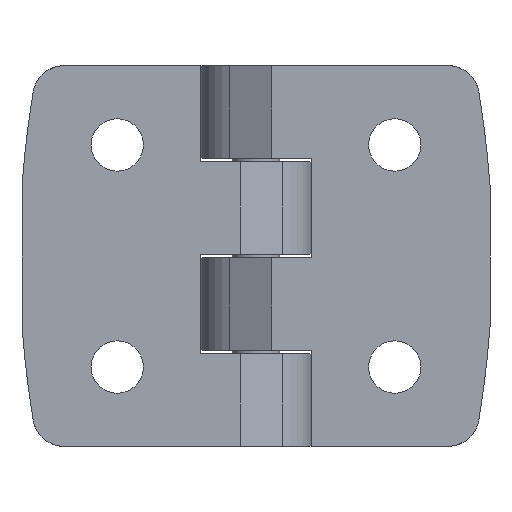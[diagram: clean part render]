
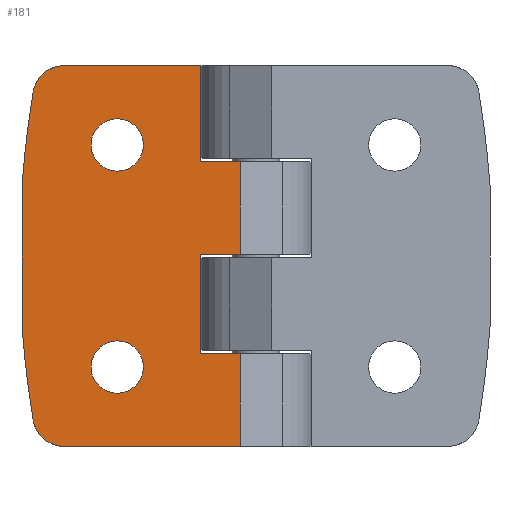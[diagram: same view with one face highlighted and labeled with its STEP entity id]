
A CAD part, front view. The second image highlights one B-rep face of the part: STEP entity #181.
In plain terms, the highlighted planar face has unit normal (0, -1, 0).
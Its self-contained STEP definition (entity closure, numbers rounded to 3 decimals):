
#181 = ADVANCED_FACE( '', ( #382, #383, #384 ), #385, .F. );
#382 = FACE_BOUND( '', #579, .T. );
#383 = FACE_BOUND( '', #580, .T. );
#384 = FACE_OUTER_BOUND( '', #581, .T. );
#385 = PLANE( '', #582 );
#579 = EDGE_LOOP( '', ( #1046 ) );
#580 = EDGE_LOOP( '', ( #1047 ) );
#581 = EDGE_LOOP( '', ( #1048, #1049, #1050, #1051, #1052, #1053, #1054, #1055, #1056, #1057, #1058, #1059, #1060, #1061 ) );
#582 = AXIS2_PLACEMENT_3D( '', #1062, #1063, #1064 );
#1046 = ORIENTED_EDGE( '', *, *, #1224, .T. );
#1047 = ORIENTED_EDGE( '', *, *, #1275, .T. );
#1048 = ORIENTED_EDGE( '', *, *, #1145, .F. );
#1049 = ORIENTED_EDGE( '', *, *, #1254, .F. );
#1050 = ORIENTED_EDGE( '', *, *, #1241, .T. );
#1051 = ORIENTED_EDGE( '', *, *, #1175, .F. );
#1052 = ORIENTED_EDGE( '', *, *, #1239, .F. );
#1053 = ORIENTED_EDGE( '', *, *, #1264, .T. );
#1054 = ORIENTED_EDGE( '', *, *, #1233, .F. );
#1055 = ORIENTED_EDGE( '', *, *, #1272, .F. );
#1056 = ORIENTED_EDGE( '', *, *, #1259, .F. );
#1057 = ORIENTED_EDGE( '', *, *, #1158, .T. );
#1058 = ORIENTED_EDGE( '', *, *, #1277, .F. );
#1059 = ORIENTED_EDGE( '', *, *, #1151, .F. );
#1060 = ORIENTED_EDGE( '', *, *, #1135, .F. );
#1061 = ORIENTED_EDGE( '', *, *, #1194, .F. );
#1062 = CARTESIAN_POINT( '', ( -29.5, -9., 24. ) );
#1063 = DIRECTION( '', ( 0., 1., 0. ) );
#1064 = DIRECTION( '', ( 0., 0., 1. ) );
#1135 = EDGE_CURVE( '', #1361, #1363, #1364, .T. );
#1145 = EDGE_CURVE( '', #1379, #1381, #1382, .T. );
#1151 = EDGE_CURVE( '', #1363, #1390, #1391, .T. );
#1158 = EDGE_CURVE( '', #1403, #1401, #1404, .T. );
#1175 = EDGE_CURVE( '', #1428, #1430, #1431, .T. );
#1194 = EDGE_CURVE( '', #1381, #1361, #1459, .T. );
#1224 = EDGE_CURVE( '', #1499, #1499, #1500, .T. );
#1233 = EDGE_CURVE( '', #1508, #1511, #1512, .T. );
#1239 = EDGE_CURVE( '', #1519, #1428, #1521, .T. );
#1241 = EDGE_CURVE( '', #1523, #1430, #1524, .T. );
#1254 = EDGE_CURVE( '', #1523, #1379, #1540, .T. );
#1259 = EDGE_CURVE( '', #1403, #1546, #1547, .T. );
#1264 = EDGE_CURVE( '', #1519, #1511, #1552, .T. );
#1272 = EDGE_CURVE( '', #1546, #1508, #1562, .T. );
#1275 = EDGE_CURVE( '', #1565, #1565, #1566, .T. );
#1277 = EDGE_CURVE( '', #1390, #1401, #1568, .T. );
#1361 = VERTEX_POINT( '', #1680 );
#1363 = VERTEX_POINT( '', #1683 );
#1364 = LINE( '', #1684, #1685 );
#1379 = VERTEX_POINT( '', #1718 );
#1381 = VERTEX_POINT( '', #1721 );
#1382 = CIRCLE( '', #1722, 4. );
#1390 = VERTEX_POINT( '', #1732 );
#1391 = LINE( '', #1733, #1734 );
#1401 = VERTEX_POINT( '', #1745 );
#1403 = VERTEX_POINT( '', #1748 );
#1404 = LINE( '', #1749, #1750 );
#1428 = VERTEX_POINT( '', #1866 );
#1430 = VERTEX_POINT( '', #1869 );
#1431 = CIRCLE( '', #1870, 125.64 );
#1459 = LINE( '', #1993, #1994 );
#1499 = VERTEX_POINT( '', #2246 );
#1500 = CIRCLE( '', #2247, 3.3 );
#1508 = VERTEX_POINT( '', #2257 );
#1511 = VERTEX_POINT( '', #2261 );
#1512 = LINE( '', #2262, #2263 );
#1519 = VERTEX_POINT( '', #2289 );
#1521 = CIRCLE( '', #2292, 4. );
#1523 = VERTEX_POINT( '', #2294 );
#1524 = LINE( '', #2295, #2296 );
#1540 = CIRCLE( '', #2319, 125.64 );
#1546 = VERTEX_POINT( '', #2325 );
#1547 = LINE( '', #2326, #2327 );
#1552 = LINE( '', #2333, #2334 );
#1562 = LINE( '', #2346, #2347 );
#1565 = VERTEX_POINT( '', #2350 );
#1566 = CIRCLE( '', #2351, 3.3 );
#1568 = LINE( '', #2353, #2354 );
#1680 = CARTESIAN_POINT( '', ( -7., -9., 24. ) );
#1683 = CARTESIAN_POINT( '', ( -7., -9., 11.9 ) );
#1684 = CARTESIAN_POINT( '', ( -7., -9., 24.4 ) );
#1685 = VECTOR( '', #2419, 1000. );
#1718 = CARTESIAN_POINT( '', ( -28.104, -9., 20.658 ) );
#1721 = CARTESIAN_POINT( '', ( -24.158, -9., 24. ) );
#1722 = AXIS2_PLACEMENT_3D( '', #2430, #2431, #2432 );
#1732 = CARTESIAN_POINT( '', ( -2., -9., 11.9 ) );
#1733 = CARTESIAN_POINT( '', ( -7., -9., 11.9 ) );
#1734 = VECTOR( '', #2441, 1000. );
#1745 = CARTESIAN_POINT( '', ( -2., -9., 0.2 ) );
#1748 = CARTESIAN_POINT( '', ( -7., -9., 0.2 ) );
#1749 = CARTESIAN_POINT( '', ( -7., -9., 0.2 ) );
#1750 = VECTOR( '', #2453, 1000. );
#1866 = CARTESIAN_POINT( '', ( -28.104, -9., -20.658 ) );
#1869 = CARTESIAN_POINT( '', ( -29.5, -9., -8.871 ) );
#1870 = AXIS2_PLACEMENT_3D( '', #2472, #2473, #2474 );
#1993 = CARTESIAN_POINT( '', ( -29.5, -9., 24. ) );
#1994 = VECTOR( '', #2495, 1000. );
#2246 = CARTESIAN_POINT( '', ( -17.5, -9., -10.7 ) );
#2247 = AXIS2_PLACEMENT_3D( '', #2532, #2533, #2534 );
#2257 = CARTESIAN_POINT( '', ( -2., -9., -12.3 ) );
#2261 = CARTESIAN_POINT( '', ( -2., -9., -24. ) );
#2262 = CARTESIAN_POINT( '', ( -2., -9., 24. ) );
#2263 = VECTOR( '', #2538, 1000. );
#2289 = CARTESIAN_POINT( '', ( -24.158, -9., -24. ) );
#2292 = AXIS2_PLACEMENT_3D( '', #2542, #2543, #2544 );
#2294 = CARTESIAN_POINT( '', ( -29.5, -9., 8.871 ) );
#2295 = CARTESIAN_POINT( '', ( -29.5, -9., 24. ) );
#2296 = VECTOR( '', #2545, 1000. );
#2319 = AXIS2_PLACEMENT_3D( '', #2559, #2560, #2561 );
#2325 = CARTESIAN_POINT( '', ( -7., -9., -12.3 ) );
#2326 = CARTESIAN_POINT( '', ( -7., -9., 0.2 ) );
#2327 = VECTOR( '', #2565, 1000. );
#2333 = CARTESIAN_POINT( '', ( -29.5, -9., -24. ) );
#2334 = VECTOR( '', #2567, 1000. );
#2346 = CARTESIAN_POINT( '', ( -7., -9., -12.3 ) );
#2347 = VECTOR( '', #2573, 1000. );
#2350 = CARTESIAN_POINT( '', ( -17.5, -9., 17.3 ) );
#2351 = AXIS2_PLACEMENT_3D( '', #2577, #2578, #2579 );
#2353 = CARTESIAN_POINT( '', ( -2., -9., 24. ) );
#2354 = VECTOR( '', #2580, 1000. );
#2419 = DIRECTION( '', ( 0., 0., -1. ) );
#2430 = CARTESIAN_POINT( '', ( -24.158, -9., 20. ) );
#2431 = DIRECTION( '', ( 0., 1., 0. ) );
#2432 = DIRECTION( '', ( 1., 0., 0. ) );
#2441 = DIRECTION( '', ( 1., 0., 0. ) );
#2453 = DIRECTION( '', ( 1., 0., 0. ) );
#2472 = CARTESIAN_POINT( '', ( 95.827, -9., 0. ) );
#2473 = DIRECTION( '', ( 0., 1., 0. ) );
#2474 = DIRECTION( '', ( 1., 0., 0. ) );
#2495 = DIRECTION( '', ( 1., 0., 0. ) );
#2532 = CARTESIAN_POINT( '', ( -17.5, -9., -14. ) );
#2533 = DIRECTION( '', ( 0., 1., 0. ) );
#2534 = DIRECTION( '', ( 0., 0., 1. ) );
#2538 = DIRECTION( '', ( 0., 0., -1. ) );
#2542 = CARTESIAN_POINT( '', ( -24.158, -9., -20. ) );
#2543 = DIRECTION( '', ( 0., 1., 0. ) );
#2544 = DIRECTION( '', ( 1., 0., 0. ) );
#2545 = DIRECTION( '', ( 0., 0., -1. ) );
#2559 = CARTESIAN_POINT( '', ( 95.827, -9., 0. ) );
#2560 = DIRECTION( '', ( 0., 1., 0. ) );
#2561 = DIRECTION( '', ( 1., 0., 0. ) );
#2565 = DIRECTION( '', ( 0., 0., -1. ) );
#2567 = DIRECTION( '', ( 1., 0., 0. ) );
#2573 = DIRECTION( '', ( 1., 0., 0. ) );
#2577 = CARTESIAN_POINT( '', ( -17.5, -9., 14. ) );
#2578 = DIRECTION( '', ( 0., 1., 0. ) );
#2579 = DIRECTION( '', ( 0., 0., 1. ) );
#2580 = DIRECTION( '', ( 0., 0., -1. ) );
